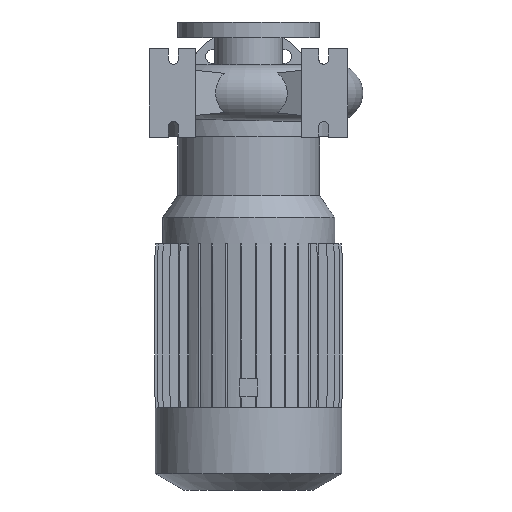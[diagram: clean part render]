
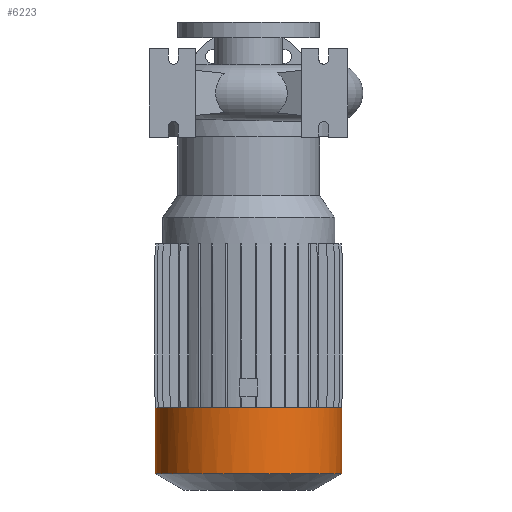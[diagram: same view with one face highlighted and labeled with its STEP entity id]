
A CAD part, front view. The second image highlights one B-rep face of the part: STEP entity #6223.
In plain terms, the highlighted cylindrical face has radius 131.5 mm (diameter 263 mm), a partial arc.
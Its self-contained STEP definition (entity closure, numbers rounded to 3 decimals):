
#188 = EDGE_CURVE ( 'NONE', #705, #11191, #7197, .T. ) ;
#705 = VERTEX_POINT ( 'NONE', #4581 ) ;
#1004 = VERTEX_POINT ( 'NONE', #5603 ) ;
#1019 = DIRECTION ( 'NONE',  ( 1., 0., 0. ) ) ;
#1237 = DIRECTION ( 'NONE',  ( 0., 0., 1. ) ) ;
#2036 = DIRECTION ( 'NONE',  ( 0., 0., 1. ) ) ;
#2465 = CARTESIAN_POINT ( 'NONE',  ( 131.5, 0., -444. ) ) ;
#2545 = FACE_OUTER_BOUND ( 'NONE', #9891, .T. ) ;
#3227 = AXIS2_PLACEMENT_3D ( 'NONE', #11602, #1237, #7920 ) ;
#3554 = AXIS2_PLACEMENT_3D ( 'NONE', #10883, #12058, #1019 ) ;
#3574 = VECTOR ( 'NONE', #7014, 1000. ) ;
#3841 = CARTESIAN_POINT ( 'NONE',  ( -131.5, 0., 100. ) ) ;
#3904 = ORIENTED_EDGE ( 'NONE', *, *, #12120, .F. ) ;
#4581 = CARTESIAN_POINT ( 'NONE',  ( 131.5, 0., -536.8 ) ) ;
#4803 = LINE ( 'NONE', #3841, #3574 ) ;
#5603 = CARTESIAN_POINT ( 'NONE',  ( -131.5, 0., -536.8 ) ) ;
#6223 = ADVANCED_FACE ( 'NONE', ( #2545 ), #10207, .T. ) ;
#6550 = CARTESIAN_POINT ( 'NONE',  ( -131.5, 0., -444. ) ) ;
#7014 = DIRECTION ( 'NONE',  ( 0., 0., 1. ) ) ;
#7197 = LINE ( 'NONE', #11680, #7975 ) ;
#7920 = DIRECTION ( 'NONE',  ( 1., 0., 0. ) ) ;
#7975 = VECTOR ( 'NONE', #2036, 1000. ) ;
#8155 = DIRECTION ( 'NONE',  ( 0., 0., 1. ) ) ;
#8535 = CIRCLE ( 'NONE', #12067, 131.5 ) ;
#9185 = CARTESIAN_POINT ( 'NONE',  ( 0., 0., -536.8 ) ) ;
#9442 = CIRCLE ( 'NONE', #3554, 131.5 ) ;
#9891 = EDGE_LOOP ( 'NONE', ( #11244, #13209, #13893, #3904 ) ) ;
#10207 = CYLINDRICAL_SURFACE ( 'NONE', #3227, 131.5 ) ;
#10293 = DIRECTION ( 'NONE',  ( 1., 0., 0. ) ) ;
#10883 = CARTESIAN_POINT ( 'NONE',  ( 0., 0., -444. ) ) ;
#11191 = VERTEX_POINT ( 'NONE', #2465 ) ;
#11244 = ORIENTED_EDGE ( 'NONE', *, *, #13097, .F. ) ;
#11602 = CARTESIAN_POINT ( 'NONE',  ( 0., 0., 100. ) ) ;
#11680 = CARTESIAN_POINT ( 'NONE',  ( 131.5, 0., 100. ) ) ;
#12058 = DIRECTION ( 'NONE',  ( 0., 0., 1. ) ) ;
#12067 = AXIS2_PLACEMENT_3D ( 'NONE', #9185, #8155, #10293 ) ;
#12120 = EDGE_CURVE ( 'NONE', #12133, #11191, #9442, .T. ) ;
#12133 = VERTEX_POINT ( 'NONE', #6550 ) ;
#13097 = EDGE_CURVE ( 'NONE', #1004, #12133, #4803, .T. ) ;
#13209 = ORIENTED_EDGE ( 'NONE', *, *, #14429, .T. ) ;
#13893 = ORIENTED_EDGE ( 'NONE', *, *, #188, .T. ) ;
#14429 = EDGE_CURVE ( 'NONE', #1004, #705, #8535, .T. ) ;
